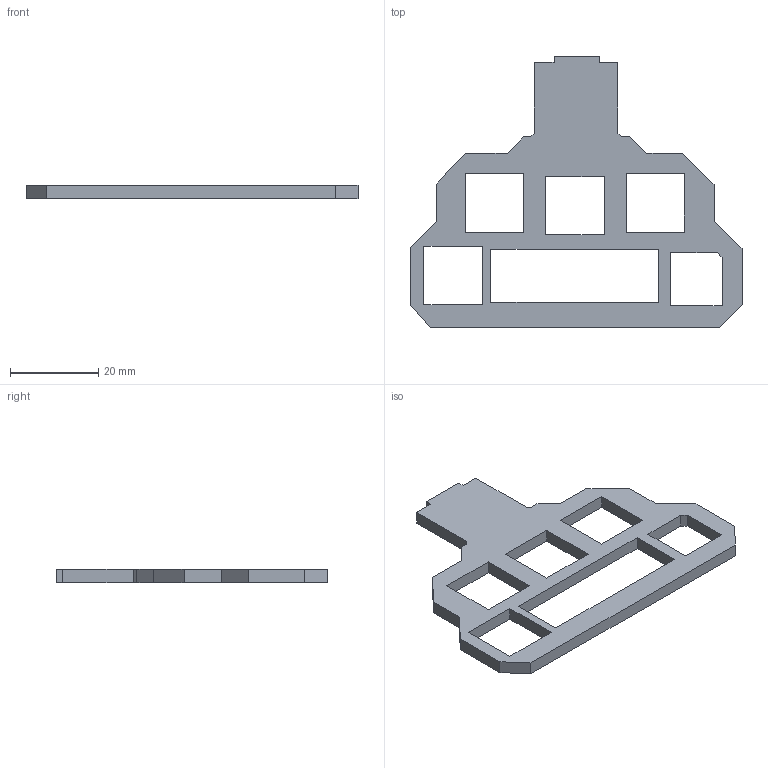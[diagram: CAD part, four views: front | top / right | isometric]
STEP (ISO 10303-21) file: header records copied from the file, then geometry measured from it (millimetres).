
FILE_DESCRIPTION(/* description */ (''),/* implementation_level */ '2;1');
FILE_NAME(/* name */ 'upper.step',/* time_stamp */ '2024-10-22T21:17:38+06:00',/* author */ (''),/* organization */ (''),/* preprocessor_version */ 'ST-DEVELOPER v20',/* originating_system */ 'Autodesk Translation Framework v13.20.0.188',/* authorisation */ '');
FILE_SCHEMA (('AUTOMOTIVE_DESIGN { 1 0 10303 214 3 1 1 }'));
Length unit declared in the file: millimetre
Products named in the file (1): hcbpcb
Bounding box: 75.1 x 61.4 x 3 mm (x, y, z)
Volume: 5426 mm3; surface area: 5430.1 mm2
Topology: 1 solids, 1 shells, 53 faces, 153 edges, 102 vertices
Faces by surface type: plane 53
Entity records: 1764 total; most frequent: CARTESIAN_POINT 309, ORIENTED_EDGE 306, DIRECTION 261, LINE 153, VECTOR 153, EDGE_CURVE 153, VERTEX_POINT 102, EDGE_LOOP 65
